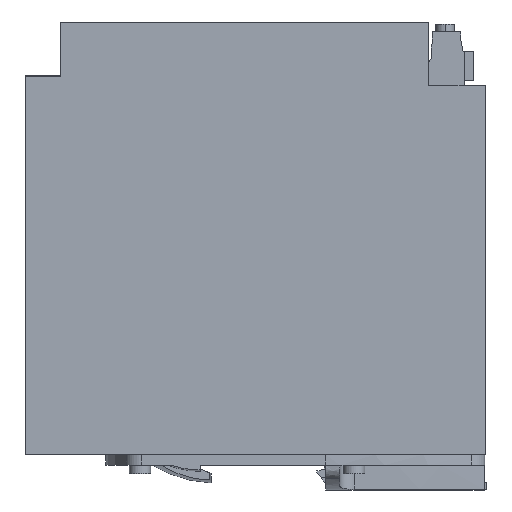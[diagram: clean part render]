
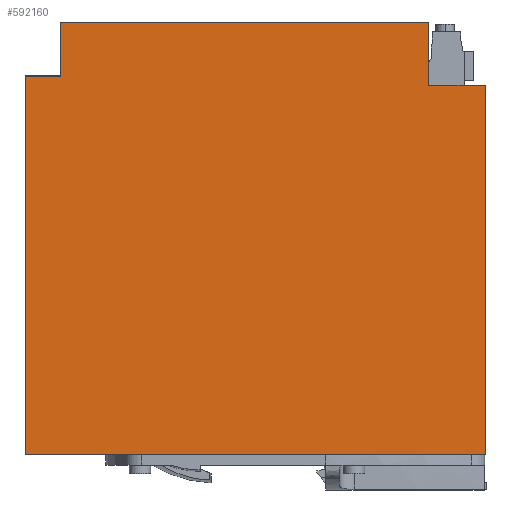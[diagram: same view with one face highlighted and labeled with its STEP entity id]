
A CAD part, left-side view. The second image highlights one B-rep face of the part: STEP entity #592160.
In plain terms, the highlighted face is planar.
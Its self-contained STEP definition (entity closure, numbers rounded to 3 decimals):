
#88090=CARTESIAN_POINT('',(54.65,-26.698,36.587));
#88100=VERTEX_POINT('',#88090);
#88130=CARTESIAN_POINT('',(54.65,-26.698,0.));
#88140=DIRECTION('',(0.,0.,1.));
#88150=VECTOR('',#88140,1.);
#88160=LINE('',#88130,#88150);
#88170=CARTESIAN_POINT('',(54.65,-26.698,-70.313));
#88180=VERTEX_POINT('',#88170);
#88190=EDGE_CURVE('',#88180,#88100,#88160,.T.);
#149370=CARTESIAN_POINT('',(54.65,0.,36.587));
#149380=DIRECTION('',(0.,1.,0.));
#149390=VECTOR('',#149380,1.);
#149400=LINE('',#149370,#149390);
#149410=CARTESIAN_POINT('',(54.65,-16.698,36.587));
#149420=VERTEX_POINT('',#149410);
#149430=EDGE_CURVE('',#88100,#149420,#149400,.T.);
#167330=CARTESIAN_POINT('',(54.65,87.302,0.));
#167340=DIRECTION('',(0.,0.,1.));
#167350=VECTOR('',#167340,1.);
#167360=LINE('',#167330,#167350);
#167370=CARTESIAN_POINT('',(54.65,87.302,33.987));
#167380=VERTEX_POINT('',#167370);
#167390=CARTESIAN_POINT('',(54.65,87.302,51.887));
#167400=VERTEX_POINT('',#167390);
#167410=EDGE_CURVE('',#167380,#167400,#167360,.T.);
#182850=CARTESIAN_POINT('',(54.65,-16.698,51.887));
#182860=VERTEX_POINT('',#182850);
#182890=CARTESIAN_POINT('',(54.65,-16.698,0.));
#182900=DIRECTION('',(0.,0.,1.));
#182910=VECTOR('',#182900,1.);
#182920=LINE('',#182890,#182910);
#182930=EDGE_CURVE('',#149420,#182860,#182920,.T.);
#189370=CARTESIAN_POINT('',(54.65,0.,51.887));
#189380=DIRECTION('',(0.,1.,0.));
#189390=VECTOR('',#189380,1.);
#189400=LINE('',#189370,#189390);
#189410=EDGE_CURVE('',#182860,#167400,#189400,.T.);
#216950=CARTESIAN_POINT('',(54.65,103.302,33.987));
#216960=VERTEX_POINT('',#216950);
#216990=CARTESIAN_POINT('',(54.65,0.,33.987));
#217000=DIRECTION('',(0.,1.,0.));
#217010=VECTOR('',#217000,1.);
#217020=LINE('',#216990,#217010);
#217030=EDGE_CURVE('',#167380,#216960,#217020,.T.);
#584320=CARTESIAN_POINT('',(54.65,103.302,-70.313));
#584330=VERTEX_POINT('',#584320);
#584360=CARTESIAN_POINT('',(54.65,103.302,-70.413));
#584370=DIRECTION('',(0.,0.,-1.));
#584380=VECTOR('',#584370,1.);
#584390=LINE('',#584360,#584380);
#584400=EDGE_CURVE('',#216960,#584330,#584390,.T.);
#591960=CARTESIAN_POINT('',(54.65,106.558,54.951));
#591970=DIRECTION('',(1.,0.,0.));
#591980=DIRECTION('',(0.,-1.,0.));
#591990=AXIS2_PLACEMENT_3D('',#591960,#591970,#591980);
#592000=PLANE('',#591990);
#592010=CARTESIAN_POINT('',(54.65,-25.845,-70.313));
#592020=DIRECTION('',(0.,-1.,0.));
#592030=VECTOR('',#592020,1.);
#592040=LINE('',#592010,#592030);
#592050=EDGE_CURVE('',#584330,#88180,#592040,.T.);
#592060=ORIENTED_EDGE('',*,*,#592050,.F.);
#592070=ORIENTED_EDGE('',*,*,#88190,.F.);
#592080=ORIENTED_EDGE('',*,*,#149430,.F.);
#592090=ORIENTED_EDGE('',*,*,#182930,.F.);
#592100=ORIENTED_EDGE('',*,*,#189410,.F.);
#592110=ORIENTED_EDGE('',*,*,#167410,.T.);
#592120=ORIENTED_EDGE('',*,*,#217030,.F.);
#592130=ORIENTED_EDGE('',*,*,#584400,.F.);
#592140=EDGE_LOOP('',(#592130,#592120,#592110,#592100,#592090,#592080,
#592070,#592060));
#592150=FACE_OUTER_BOUND('',#592140,.T.);
#592160=ADVANCED_FACE('',(#592150),#592000,.T.);
